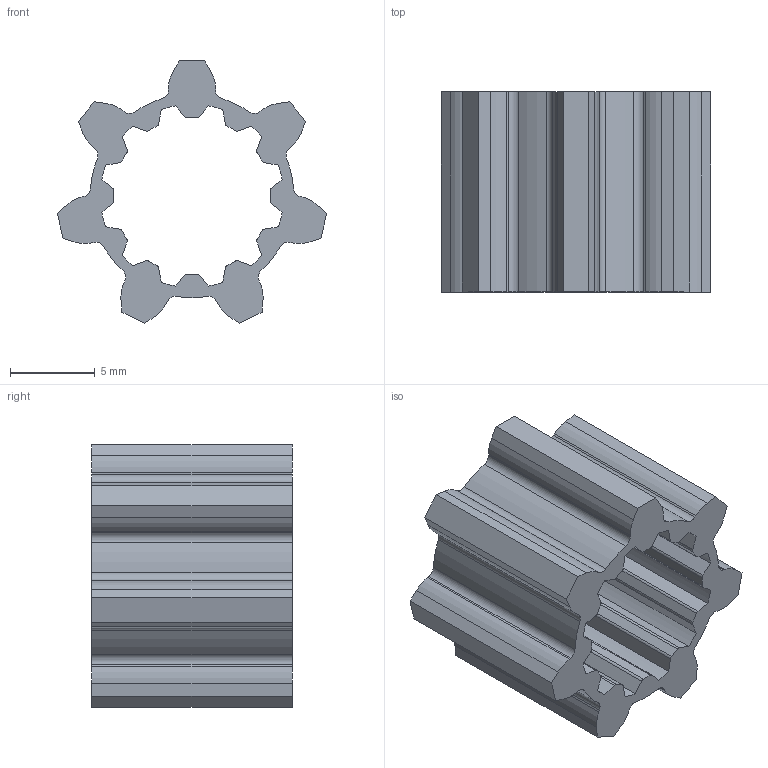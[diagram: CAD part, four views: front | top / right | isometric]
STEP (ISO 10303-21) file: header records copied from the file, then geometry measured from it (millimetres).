
FILE_DESCRIPTION(('CATIA V5 STEP Exchange'),'2;1');
FILE_NAME('1.stp','2021-05-27T21:45:55+00:00',('none'),('none'),'CATIA Version 5 Release 19 SP 8 (IN-10)','CATIA V5 STEP AP203','none');
FILE_SCHEMA(('CONFIG_CONTROL_DESIGN'));
Length unit declared in the file: millimetre
Products named in the file (1): 1
Bounding box: 15.86 x 11.8 x 15.47 mm (x, y, z)
Volume: 810.2 mm3; surface area: 1321.3 mm2
Topology: 1 solids, 1 shells, 144 faces, 426 edges, 284 vertices
Faces by surface type: plane 73, cylinder 71
Entity records: 4671 total; most frequent: ORIENTED_EDGE 852, CARTESIAN_POINT 838, DIRECTION 680, EDGE_CURVE 426, VECTOR 284, LINE 284, VERTEX_POINT 284, AXIS2_PLACEMENT_3D 270
